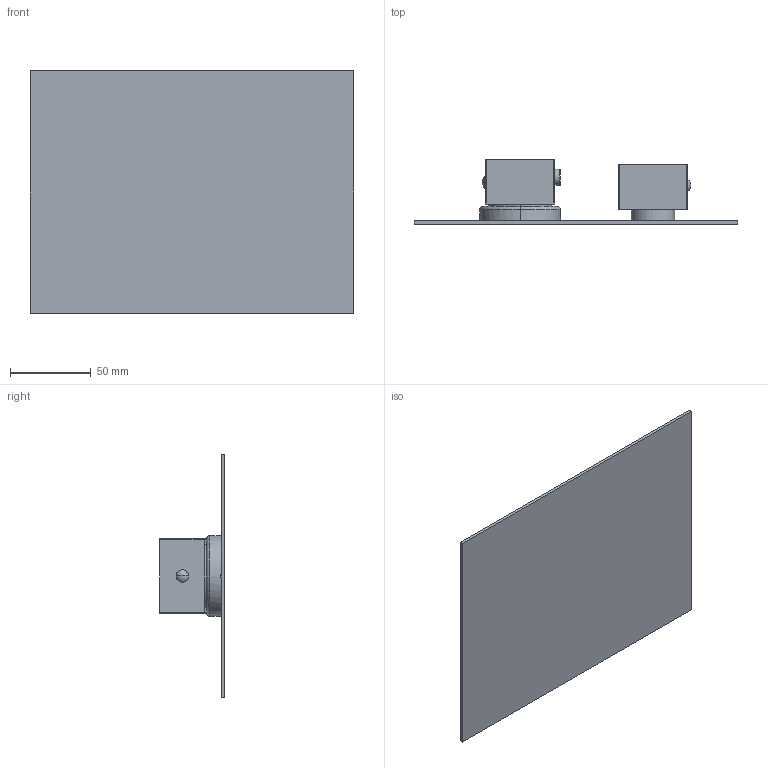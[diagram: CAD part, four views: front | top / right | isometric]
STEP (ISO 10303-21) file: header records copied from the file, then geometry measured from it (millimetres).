
FILE_DESCRIPTION((''),'2;1');
FILE_NAME('LEQ518CR-M','2021-01-14T13:55:16',('ut3'),('PAFFONI SpA'),'CREO PARAMETRIC BY PTC INC, 2020044','CREO PARAMETRIC BY PTC INC, 2020044','');
FILE_SCHEMA(('CONFIG_CONTROL_DESIGN','SHAPE_APPEARANCE_LAYERS_GROUPS'));
Length unit declared in the file: millimetre
Products named in the file (1): LEQ518CR-M
Bounding box: 200 x 40.01 x 150 mm (x, y, z)
Volume: 187335.9 mm3; surface area: 83434.6 mm2
Topology: 1 solids, 1 shells, 409 faces, 1152 edges, 749 vertices
Faces by surface type: plane 190, cylinder 185, cone 12, sphere 10, torus 6, bspline 6
Entity records: 16513 total; most frequent: CARTESIAN_POINT 2826, ORIENTED_EDGE 2284, DIRECTION 2281, EDGE_CURVE 1142, AXIS2_PLACEMENT_3D 794, VERTEX_POINT 749, VECTOR 693, LINE 693
